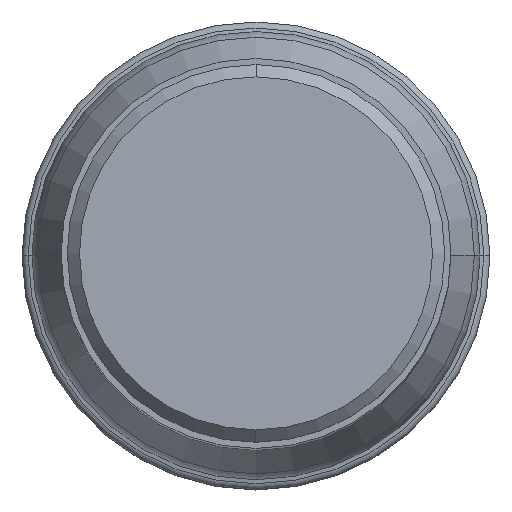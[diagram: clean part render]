
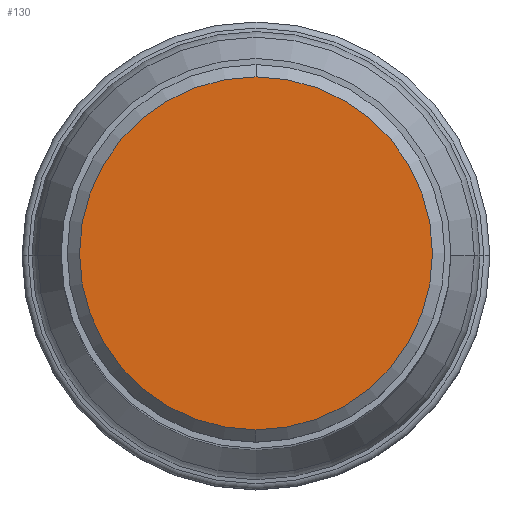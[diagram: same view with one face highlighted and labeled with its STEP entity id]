
A CAD part, top view. The second image highlights one B-rep face of the part: STEP entity #130.
In plain terms, the highlighted planar face has unit normal (0, 0, 1).
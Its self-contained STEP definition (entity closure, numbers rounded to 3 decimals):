
#32=PLANE('',#1246);
#130=ADVANCED_FACE('',(#224),#32,.F.);
#224=FACE_OUTER_BOUND('',#290,.T.);
#290=EDGE_LOOP('',(#479,#480));
#479=ORIENTED_EDGE('',*,*,#798,.F.);
#480=ORIENTED_EDGE('',*,*,#797,.F.);
#671=VERTEX_POINT('',#2630);
#672=VERTEX_POINT('',#2632);
#797=EDGE_CURVE('',#672,#671,#958,.T.);
#798=EDGE_CURVE('',#671,#672,#959,.T.);
#958=CIRCLE('',#1243,14.375);
#959=CIRCLE('',#1245,14.375);
#1243=AXIS2_PLACEMENT_3D('',#2633,#1477,#1478);
#1245=AXIS2_PLACEMENT_3D('',#2635,#1481,#1482);
#1246=AXIS2_PLACEMENT_3D('',#2636,#1483,#1484);
#1477=DIRECTION('',(0.,0.,-1.));
#1478=DIRECTION('',(0.,1.,0.));
#1481=DIRECTION('',(0.,0.,-1.));
#1482=DIRECTION('',(0.,-1.,0.));
#1483=DIRECTION('',(0.,0.,-1.));
#1484=DIRECTION('',(1.,0.,0.));
#2630=CARTESIAN_POINT('',(0.,-14.375,42.863));
#2632=CARTESIAN_POINT('',(0.,14.375,42.863));
#2633=CARTESIAN_POINT('',(0.,0.,42.863));
#2635=CARTESIAN_POINT('',(0.,0.,42.863));
#2636=CARTESIAN_POINT('',(0.,0.,42.863));
